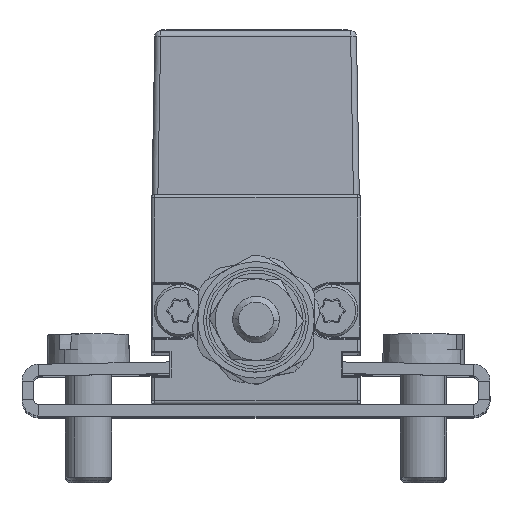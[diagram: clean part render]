
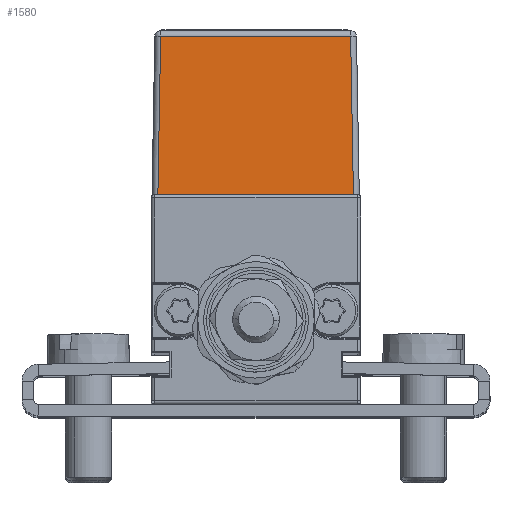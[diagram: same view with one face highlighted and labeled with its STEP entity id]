
A CAD part, top view. The second image highlights one B-rep face of the part: STEP entity #1580.
In plain terms, the highlighted planar face has unit normal (0, 0.018, 1).
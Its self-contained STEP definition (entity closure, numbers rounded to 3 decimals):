
#1580 = ADVANCED_FACE ( 'NONE', ( #17169 ), #17170, .T. ) ;
#9856 = VERTEX_POINT ( 'NONE', #41130 ) ;
#14663 = ORIENTED_EDGE ( 'NONE', *, *, #47832, .T. ) ;
#14674 = ORIENTED_EDGE ( 'NONE', *, *, #47833, .T. ) ;
#14675 = ORIENTED_EDGE ( 'NONE', *, *, #47835, .T. ) ;
#14699 = ORIENTED_EDGE ( 'NONE', *, *, #47870, .T. ) ;
#17169 = FACE_OUTER_BOUND ( 'NONE', #48382, .T. ) ;
#17170 = PLANE ( 'NONE',  #44542 ) ;
#17180 = CARTESIAN_POINT ( 'NONE',  ( -8.929, 18., 132.784 ) ) ;
#17181 = DIRECTION ( 'NONE',  ( 0., 0.017, 1. ) ) ;
#17182 = DIRECTION ( 'NONE',  ( 0., -1., 0.017 ) ) ;
#17215 = VERTEX_POINT ( 'NONE', #42022 ) ;
#23984 = VERTEX_POINT ( 'NONE', #36281 ) ;
#24531 = VERTEX_POINT ( 'NONE', #36821 ) ;
#27668 = LINE ( 'NONE', #27696, #31226 ) ;
#27681 = CARTESIAN_POINT ( 'NONE',  ( -8.929, 31.583, 132.547 ) ) ;
#27692 = LINE ( 'NONE', #27694, #31232 ) ;
#27693 = LINE ( 'NONE', #27681, #31238 ) ;
#27694 = CARTESIAN_POINT ( 'NONE',  ( -8.929, 18., 132.784 ) ) ;
#27695 = DIRECTION ( 'NONE',  ( 1., 0., 0. ) ) ;
#27696 = CARTESIAN_POINT ( 'NONE',  ( 8.36, 18.302, 132.779 ) ) ;
#27697 = DIRECTION ( 'NONE',  ( -0.017, 1., -0.017 ) ) ;
#27701 = DIRECTION ( 'NONE',  ( -1., 0., 0. ) ) ;
#27778 = CARTESIAN_POINT ( 'NONE',  ( -8.426, 17.991, 132.784 ) ) ;
#27793 = LINE ( 'NONE', #27778, #31309 ) ;
#27808 = DIRECTION ( 'NONE',  ( -0.017, -1., 0.017 ) ) ;
#31226 = VECTOR ( 'NONE', #27697, 1000. ) ;
#31232 = VECTOR ( 'NONE', #27695, 1000. ) ;
#31238 = VECTOR ( 'NONE', #27701, 1000. ) ;
#31309 = VECTOR ( 'NONE', #27808, 1000. ) ;
#36281 = CARTESIAN_POINT ( 'NONE',  ( -8.189, 31.583, 132.547 ) ) ;
#36821 = CARTESIAN_POINT ( 'NONE',  ( 8.366, 18., 132.784 ) ) ;
#41130 = CARTESIAN_POINT ( 'NONE',  ( -8.426, 18., 132.784 ) ) ;
#42022 = CARTESIAN_POINT ( 'NONE',  ( 8.129, 31.583, 132.547 ) ) ;
#44542 = AXIS2_PLACEMENT_3D ( 'NONE', #17180, #17181, #17182 ) ;
#47832 = EDGE_CURVE ( 'NONE', #9856, #24531, #27692, .T. ) ;
#47833 = EDGE_CURVE ( 'NONE', #24531, #17215, #27668, .T. ) ;
#47835 = EDGE_CURVE ( 'NONE', #17215, #23984, #27693, .T. ) ;
#47870 = EDGE_CURVE ( 'NONE', #23984, #9856, #27793, .T. ) ;
#48382 = EDGE_LOOP ( 'NONE', ( #14674, #14675, #14699, #14663 ) ) ;
